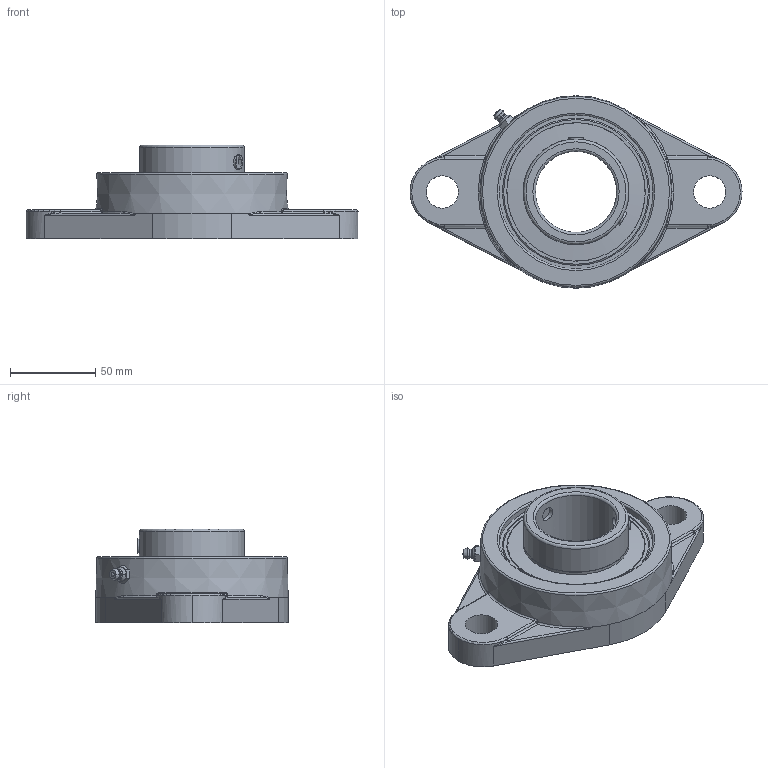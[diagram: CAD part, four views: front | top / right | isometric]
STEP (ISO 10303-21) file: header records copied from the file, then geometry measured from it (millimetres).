
FILE_DESCRIPTION(('HOOPS Exchange Step'),'2;1');
FILE_NAME('export-2A01EC3A-443E-4FD6-A9E0-487FA4D2203F.stp','2019-12-13T08:28:56-08:00',('ibuslach'),('Alibre'),'HOOPS Exchange 2019.2','Alibre','Unknown authorisation');
FILE_SCHEMA( ('AP242_MANAGED_MODEL_BASED_3D_ENGINEERING_MIM_LF {1 0 10303 442 1 1 4 }') );
Length unit declared in the file: centimetre
Products named in the file (7): MRN SFL 210; UCP ZERK 6mm; SUC 210-30 RACES; SUC 210 SS; SUC 210 SHIELD; MRN SUC 210-30; MRN SUCFL 210-30
Assembly tree (8 placements, depth 3):
  MRN SUCFL 210-30
    MRN SFL 210
    UCP ZERK 6mm
    MRN SUC 210-30
      SUC 210-30 RACES
      SUC 210 SS  x2
      SUC 210 SHIELD  x2
Bounding box: 195 x 113 x 55.1 mm (x, y, z)
Volume: 289046 mm3; surface area: 89862.1 mm2
Topology: 8 solids, 8 shells, 186 faces, 467 edges, 290 vertices
Faces by surface type: plane 60, cylinder 52, torus 28, cone 19, bspline 16, sphere 11
Full cylindrical faces by diameter (mm): 1.507 x2, 5.994 x1, 6 x1, 8.382 x4, 19 x2, 47.625 x1, 61.722 x3, 62.23 x2, 81.28 x3, 90.458 x1, 92.458 x1
Entity records: 14006 total; most frequent: CARTESIAN_POINT 9819, DIRECTION 883, ORIENTED_EDGE 828, EDGE_CURVE 414, AXIS2_PLACEMENT_3D 378, VERTEX_POINT 259, CIRCLE 204, EDGE_LOOP 191
